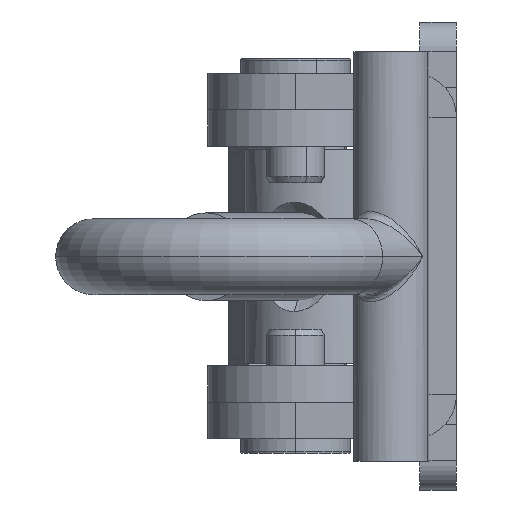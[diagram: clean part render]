
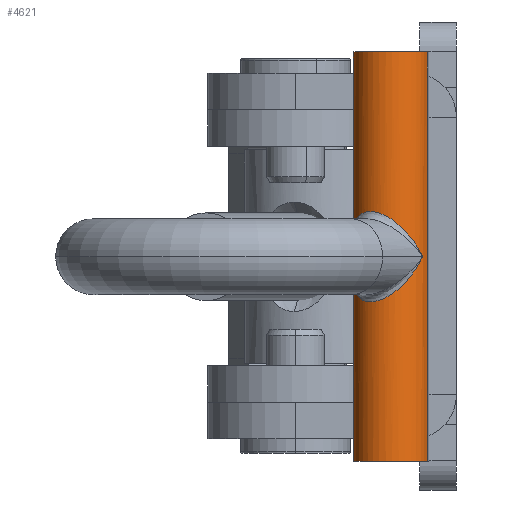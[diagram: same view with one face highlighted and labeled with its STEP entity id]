
A CAD part, left-side view. The second image highlights one B-rep face of the part: STEP entity #4621.
In plain terms, the highlighted cylindrical face has radius 2.59 mm (diameter 5.18 mm), a partial arc.
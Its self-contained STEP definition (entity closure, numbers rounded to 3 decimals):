
#13 = CARTESIAN_POINT ( 'NONE',  ( -17.557, 55.652, -0.8 ) ) ;
#27 = ORIENTED_EDGE ( 'NONE', *, *, #1529, .F. ) ;
#186 = CARTESIAN_POINT ( 'NONE',  ( -21.595, 60.257, 4.859 ) ) ;
#207 = CARTESIAN_POINT ( 'NONE',  ( -22.737, 55.652, 14. ) ) ;
#313 = CARTESIAN_POINT ( 'NONE',  ( -17.557, 59.725, -5.493 ) ) ;
#502 = VECTOR ( 'NONE', #1540, 1000. ) ;
#633 = CARTESIAN_POINT ( 'NONE',  ( -22.649, 56.323, 0. ) ) ;
#687 = DIRECTION ( 'NONE',  ( 0., 0., -1. ) ) ;
#723 = ORIENTED_EDGE ( 'NONE', *, *, #3124, .T. ) ;
#794 = CIRCLE ( 'NONE', #2178, 2.59 ) ;
#936 = EDGE_CURVE ( 'NONE', #1160, #1888, #3598, .T. ) ;
#959 =( BOUNDED_CURVE ( )  B_SPLINE_CURVE ( 3, ( #3899, #1312, #186, #2781 ),
 .UNSPECIFIED., .F., .F. ) 
 B_SPLINE_CURVE_WITH_KNOTS ( ( 4, 4 ),
 ( 1.833, 4.712 ),
 .UNSPECIFIED. ) 
 CURVE ( )  GEOMETRIC_REPRESENTATION_ITEM ( )  RATIONAL_B_SPLINE_CURVE ( ( 1., 0.42, 0.42, 1. ) ) 
 REPRESENTATION_ITEM ( '' )  );
#1018 = CARTESIAN_POINT ( 'NONE',  ( -22.649, 56.323, 0. ) ) ;
#1036 = VERTEX_POINT ( 'NONE', #2087 ) ;
#1108 = DIRECTION ( 'NONE',  ( 0., 0., 1. ) ) ;
#1133 = CARTESIAN_POINT ( 'NONE',  ( -21.595, 60.257, -4.859 ) ) ;
#1160 = VERTEX_POINT ( 'NONE', #1545 ) ;
#1260 = CARTESIAN_POINT ( 'NONE',  ( -20.147, 55.652, -14. ) ) ;
#1312 = CARTESIAN_POINT ( 'NONE',  ( -17.557, 59.725, 5.493 ) ) ;
#1360 = EDGE_CURVE ( 'NONE', #2022, #2834, #2210, .T. ) ;
#1485 = VECTOR ( 'NONE', #2213, 1000. ) ;
#1490 = DIRECTION ( 'NONE',  ( 1., 0., 0. ) ) ;
#1529 = EDGE_CURVE ( 'NONE', #4780, #1160, #794, .T. ) ;
#1540 = DIRECTION ( 'NONE',  ( 0., 0., -1. ) ) ;
#1545 = CARTESIAN_POINT ( 'NONE',  ( -22.737, 55.652, 14. ) ) ;
#1575 = ORIENTED_EDGE ( 'NONE', *, *, #936, .F. ) ;
#1652 = DIRECTION ( 'NONE',  ( 1., 0., 0. ) ) ;
#1710 = DIRECTION ( 'NONE',  ( 0., 0., -1. ) ) ;
#1762 = CARTESIAN_POINT ( 'NONE',  ( -22.737, 55.652, -14. ) ) ;
#1786 = CARTESIAN_POINT ( 'NONE',  ( -17.557, 55.652, -0.8 ) ) ;
#1801 = CYLINDRICAL_SURFACE ( 'NONE', #4288, 2.59 ) ;
#1888 = VERTEX_POINT ( 'NONE', #1762 ) ;
#2022 = VERTEX_POINT ( 'NONE', #633 ) ;
#2087 = CARTESIAN_POINT ( 'NONE',  ( -17.557, 55.652, 0.8 ) ) ;
#2178 = AXIS2_PLACEMENT_3D ( 'NONE', #4132, #1108, #1490 ) ;
#2210 =( BOUNDED_CURVE ( )  B_SPLINE_CURVE ( 3, ( #1018, #1133, #313, #1786 ),
 .UNSPECIFIED., .F., .T. ) 
 B_SPLINE_CURVE_WITH_KNOTS ( ( 4, 4 ),
 ( 1.571, 4.451 ),
 .UNSPECIFIED. ) 
 CURVE ( )  GEOMETRIC_REPRESENTATION_ITEM ( )  RATIONAL_B_SPLINE_CURVE ( ( 1., 0.42, 0.42, 1. ) ) 
 REPRESENTATION_ITEM ( '' )  );
#2213 = DIRECTION ( 'NONE',  ( 0., 0., -1. ) ) ;
#2447 = LINE ( 'NONE', #4456, #1485 ) ;
#2781 = CARTESIAN_POINT ( 'NONE',  ( -22.649, 56.323, 0. ) ) ;
#2834 = VERTEX_POINT ( 'NONE', #13 ) ;
#3124 = EDGE_CURVE ( 'NONE', #1036, #2022, #959, .T. ) ;
#3259 = ORIENTED_EDGE ( 'NONE', *, *, #3390, .T. ) ;
#3356 = ORIENTED_EDGE ( 'NONE', *, *, #1360, .T. ) ;
#3371 = ORIENTED_EDGE ( 'NONE', *, *, #4462, .T. ) ;
#3390 = EDGE_CURVE ( 'NONE', #3930, #1888, #4261, .T. ) ;
#3391 = AXIS2_PLACEMENT_3D ( 'NONE', #1260, #3853, #1652 ) ;
#3592 = LINE ( 'NONE', #3911, #3816 ) ;
#3598 = LINE ( 'NONE', #207, #502 ) ;
#3638 = EDGE_CURVE ( 'NONE', #4780, #1036, #2447, .T. ) ;
#3640 = ORIENTED_EDGE ( 'NONE', *, *, #3638, .T. ) ;
#3668 = DIRECTION ( 'NONE',  ( -1., 0., 0. ) ) ;
#3816 = VECTOR ( 'NONE', #1710, 1000. ) ;
#3846 = CARTESIAN_POINT ( 'NONE',  ( -17.557, 55.652, 14. ) ) ;
#3853 = DIRECTION ( 'NONE',  ( 0., 0., 1. ) ) ;
#3865 = CARTESIAN_POINT ( 'NONE',  ( -17.557, 55.652, -14. ) ) ;
#3899 = CARTESIAN_POINT ( 'NONE',  ( -17.557, 55.652, 0.8 ) ) ;
#3911 = CARTESIAN_POINT ( 'NONE',  ( -17.557, 55.652, 14. ) ) ;
#3930 = VERTEX_POINT ( 'NONE', #3865 ) ;
#4028 = CARTESIAN_POINT ( 'NONE',  ( -20.147, 55.652, 14. ) ) ;
#4132 = CARTESIAN_POINT ( 'NONE',  ( -20.147, 55.652, 14. ) ) ;
#4261 = CIRCLE ( 'NONE', #3391, 2.59 ) ;
#4288 = AXIS2_PLACEMENT_3D ( 'NONE', #4028, #687, #3668 ) ;
#4456 = CARTESIAN_POINT ( 'NONE',  ( -17.557, 55.652, 14. ) ) ;
#4462 = EDGE_CURVE ( 'NONE', #2834, #3930, #3592, .T. ) ;
#4621 = ADVANCED_FACE ( 'NONE', ( #4746 ), #1801, .T. ) ;
#4746 = FACE_OUTER_BOUND ( 'NONE', #4815, .T. ) ;
#4780 = VERTEX_POINT ( 'NONE', #3846 ) ;
#4815 = EDGE_LOOP ( 'NONE', ( #27, #3640, #723, #3356, #3371, #3259, #1575 ) ) ;
